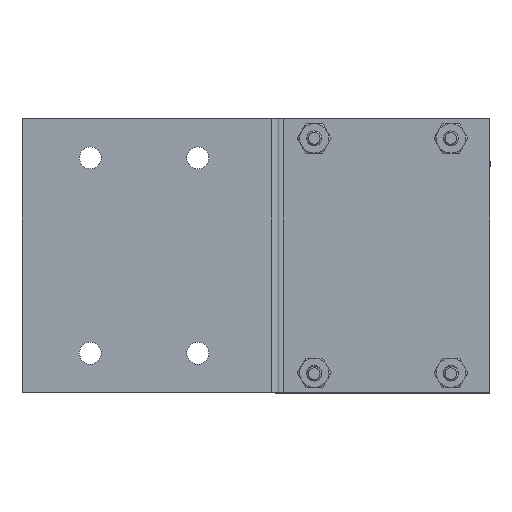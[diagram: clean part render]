
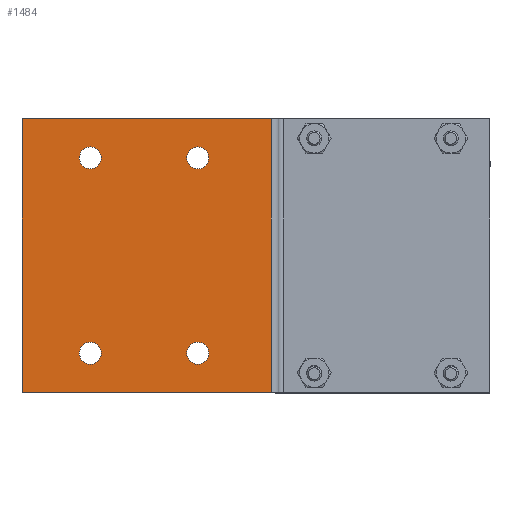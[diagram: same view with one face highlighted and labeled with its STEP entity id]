
A CAD part, front view. The second image highlights one B-rep face of the part: STEP entity #1484.
In plain terms, the highlighted face is planar.
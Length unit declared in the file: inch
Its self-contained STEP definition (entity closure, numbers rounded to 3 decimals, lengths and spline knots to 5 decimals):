
#129=FACE_BOUND($,#308,.T.);
#130=FACE_BOUND($,#309,.T.);
#131=FACE_BOUND($,#310,.T.);
#132=FACE_BOUND($,#311,.T.);
#205=FACE_OUTER_BOUND($,#307,.T.);
#307=EDGE_LOOP($,(#1055,#1056,#1057,#1058));
#308=EDGE_LOOP($,(#1059));
#309=EDGE_LOOP($,(#1060));
#310=EDGE_LOOP($,(#1061));
#311=EDGE_LOOP($,(#1062));
#448=LINE($,#2297,#544);
#454=LINE($,#2317,#550);
#456=LINE($,#2321,#552);
#457=LINE($,#2322,#553);
#544=VECTOR($,#1807,3.5);
#550=VECTOR($,#1827,3.18861);
#552=VECTOR($,#1831,3.18861);
#553=VECTOR($,#1832,3.5);
#643=CIRCLE($,#1605,0.14063);
#644=CIRCLE($,#1606,0.14063);
#645=CIRCLE($,#1607,0.14063);
#646=CIRCLE($,#1608,0.14063);
#708=VERTEX_POINT($,#2279);
#711=VERTEX_POINT($,#2287);
#721=VERTEX_POINT($,#2316);
#722=VERTEX_POINT($,#2320);
#723=VERTEX_POINT($,#2323);
#724=VERTEX_POINT($,#2325);
#725=VERTEX_POINT($,#2327);
#726=VERTEX_POINT($,#2329);
#840=EDGE_CURVE($,#711,#708,#448,.T.);
#850=EDGE_CURVE($,#721,#711,#454,.T.);
#852=EDGE_CURVE($,#708,#722,#456,.T.);
#853=EDGE_CURVE($,#722,#721,#457,.T.);
#854=EDGE_CURVE($,#723,#723,#643,.T.);
#855=EDGE_CURVE($,#724,#724,#644,.T.);
#856=EDGE_CURVE($,#725,#725,#645,.T.);
#857=EDGE_CURVE($,#726,#726,#646,.T.);
#1055=ORIENTED_EDGE($,*,*,#840,.T.);
#1056=ORIENTED_EDGE($,*,*,#852,.T.);
#1057=ORIENTED_EDGE($,*,*,#853,.T.);
#1058=ORIENTED_EDGE($,*,*,#850,.T.);
#1059=ORIENTED_EDGE($,*,*,#854,.T.);
#1060=ORIENTED_EDGE($,*,*,#855,.T.);
#1061=ORIENTED_EDGE($,*,*,#856,.T.);
#1062=ORIENTED_EDGE($,*,*,#857,.T.);
#1423=PLANE($,#1604);
#1484=ADVANCED_FACE($,(#205,#129,#130,#131,#132),#1423,.F.);
#1604=AXIS2_PLACEMENT_3D($,#2319,#1829,#1830);
#1605=AXIS2_PLACEMENT_3D($,#2324,#1833,#1834);
#1606=AXIS2_PLACEMENT_3D($,#2326,#1835,#1836);
#1607=AXIS2_PLACEMENT_3D($,#2328,#1837,#1838);
#1608=AXIS2_PLACEMENT_3D($,#2330,#1839,#1840);
#1807=DIRECTION($,(0.,-1.,0.));
#1827=DIRECTION($,(1.,0.,0.));
#1829=DIRECTION('center_axis',(0.,0.,1.));
#1830=DIRECTION('ref_axis',(1.,0.,0.));
#1831=DIRECTION($,(-1.,0.,0.));
#1832=DIRECTION($,(0.,1.,0.));
#1833=DIRECTION('center_axis',(0.,0.,1.));
#1834=DIRECTION('ref_axis',(1.,0.,0.));
#1835=DIRECTION('center_axis',(0.,0.,1.));
#1836=DIRECTION('ref_axis',(1.,0.,0.));
#1837=DIRECTION('center_axis',(0.,0.,1.));
#1838=DIRECTION('ref_axis',(1.,0.,0.));
#1839=DIRECTION('center_axis',(0.,0.,1.));
#1840=DIRECTION('ref_axis',(1.,0.,0.));
#2279=CARTESIAN_POINT('',(-0.12389,-1.75,0.));
#2287=CARTESIAN_POINT('',(-0.12389,1.75,0.));
#2297=CARTESIAN_POINT($,(-0.12389,0.875,0.));
#2316=CARTESIAN_POINT('',(-3.3125,1.75,0.));
#2317=CARTESIAN_POINT($,(-3.3125,1.75,0.));
#2319=CARTESIAN_POINT('Origin',(0.,0.,0.));
#2320=CARTESIAN_POINT('',(-3.3125,-1.75,0.));
#2321=CARTESIAN_POINT($,(3.3125,-1.75,0.));
#2322=CARTESIAN_POINT($,(-3.3125,-1.75,0.));
#2323=CARTESIAN_POINT('',(-0.92178,-1.25,0.));
#2324=CARTESIAN_POINT('Origin',(-1.0624,-1.25,0.));
#2325=CARTESIAN_POINT('',(-2.29678,-1.25,0.));
#2326=CARTESIAN_POINT('Origin',(-2.4374,-1.25,0.));
#2327=CARTESIAN_POINT('',(-2.29678,1.25,0.));
#2328=CARTESIAN_POINT('Origin',(-2.4374,1.25,0.));
#2329=CARTESIAN_POINT('',(-0.92178,1.25,0.));
#2330=CARTESIAN_POINT('Origin',(-1.0624,1.25,0.));
